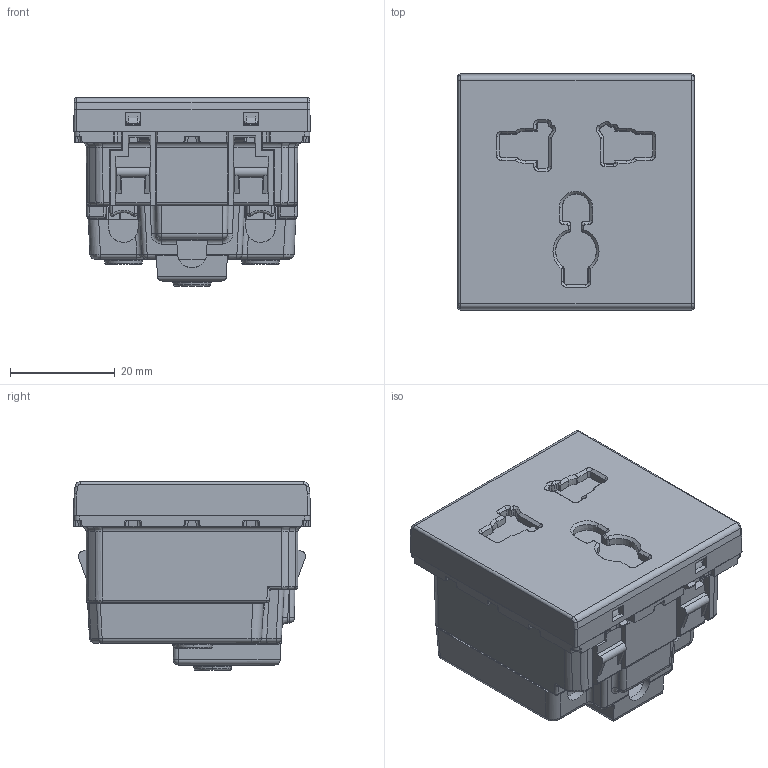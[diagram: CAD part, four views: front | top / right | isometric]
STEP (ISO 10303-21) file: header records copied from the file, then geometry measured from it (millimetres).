
FILE_DESCRIPTION(('CATIA V5 STEP Exchange','CAx-IF Rec.Pracs.--- Model Styling and Organization---1.5--- 2016-08-15','CAx-IF Rec.Pracs.---Supplemental Geometry---1.0---2011-11-01','CAx-IF Rec.Pracs.--- Composite Materials ---1.1---2010-07-15'),'2;1');
FILE_NAME('572623.stp','2023-06-07T09:14:09+00:00',('none'),('none'),'CATIA Version 5-6 Release 2020 SP3','CATIA V5 STEP AP214 v2','none');
FILE_SCHEMA(('AUTOMOTIVE_DESIGN { 1 0 10303 214 1 1 1 1 }'));
Products named in the file (1): 572623
Bounding box: 45.05 x 45.05 x 35.95 mm (x, y, z)
Volume: 49720.1 mm3; surface area: 26612.5 mm2
Topology: 4 solids, 4 shells, 2128 faces, 5891 edges, 3766 vertices
Faces by surface type: plane 1237, cylinder 460, bspline 207, cone 158, sphere 42, torus 24
Entity records: 77267 total; most frequent: CARTESIAN_POINT 28684, ORIENTED_EDGE 11698, DIRECTION 6417, EDGE_CURVE 5849, VERTEX_POINT 3766, VECTOR 2815, LINE 2815, B_SPLINE_CURVE_WITH_KNOTS 2506
